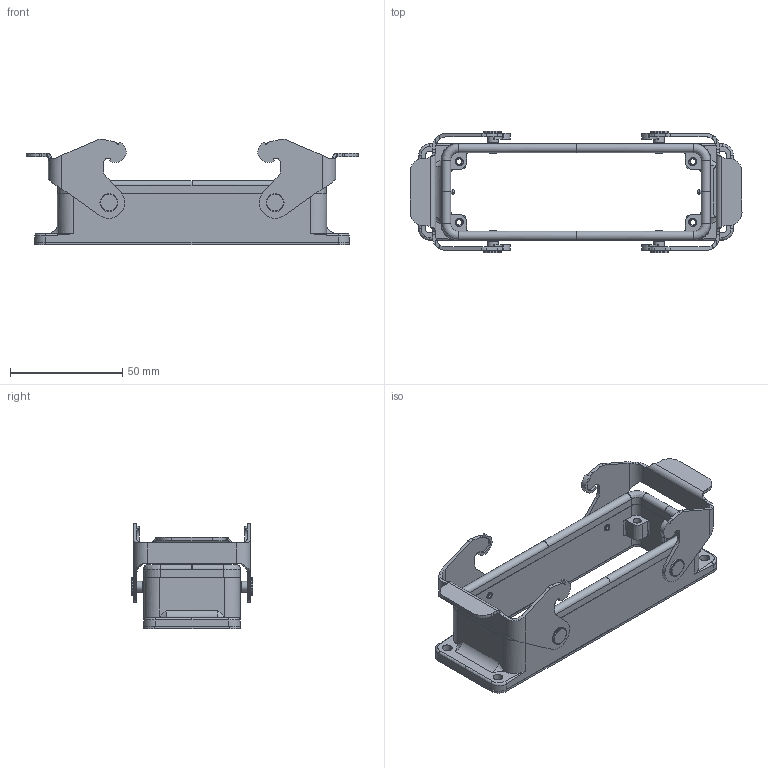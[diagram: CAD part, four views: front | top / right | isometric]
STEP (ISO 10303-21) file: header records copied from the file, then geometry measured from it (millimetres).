
FILE_DESCRIPTION(/* description */ (''),/* implementation_level */ '2;1');
FILE_NAME(/* name */ 'c146 50f024 000 1nxc001-03.stp',/* time_stamp */ '2021-08-23T14:10:35+02:00',/* author */ (''),/* organization */ (''),/* preprocessor_version */ 'ST-DEVELOPER v16.7',/* originating_system */ 'SIEMENS PLM Software NX 12.0',/* authorisation */ '');
FILE_SCHEMA (('AUTOMOTIVE_DESIGN { 1 0 10303 214 3 1 1 1 }'));
Length unit declared in the file: millimetre
Products named in the file (8): n 23 020 00x1nxm001-01; n 06 080 0001 4nxm001-01; n 06 120 0001nxm001-02; N 03 049 0005-03; C146 G29 060 E1-01; N 25 049 5000-03; c146 50f024 000 1nxm001-03; c146 50f024 000 1nxc001-03
Assembly tree (12 placements, depth 4):
  c146 50f024 000 1nxc001-03
    c146 50f024 000 1nxm001-03
      C146 G29 060 E1-01
      N 25 049 5000-03  x2
        n 23 020 00x1nxm001-01
      N 03 049 0005-03  x4
      n 06 120 0001nxm001-02
      n 06 080 0001 4nxm001-01
Bounding box: 147.8 x 54.2 x 47.07 mm (x, y, z)
Volume: 85125.5 mm3; surface area: 63847 mm2
Topology: 8 solids, 8 shells, 1099 faces, 2869 edges, 1836 vertices
Faces by surface type: plane 439, bspline 388, cylinder 212, cone 32, torus 16, revolution 12
Full cylindrical faces by diameter (mm): 2.5 x8, 2.95 x4, 3 x4, 4.3 x8, 4.5 x8, 4.8 x8, 8 x8
Entity records: 42064 total; most frequent: CARTESIAN_POINT 11376, ORIENTED_EDGE 5398, DIRECTION 4470, EDGE_CURVE 2699, VERTEX_POINT 1771, AXIS2_PLACEMENT_3D 1493, LINE 1472, VECTOR 1472
